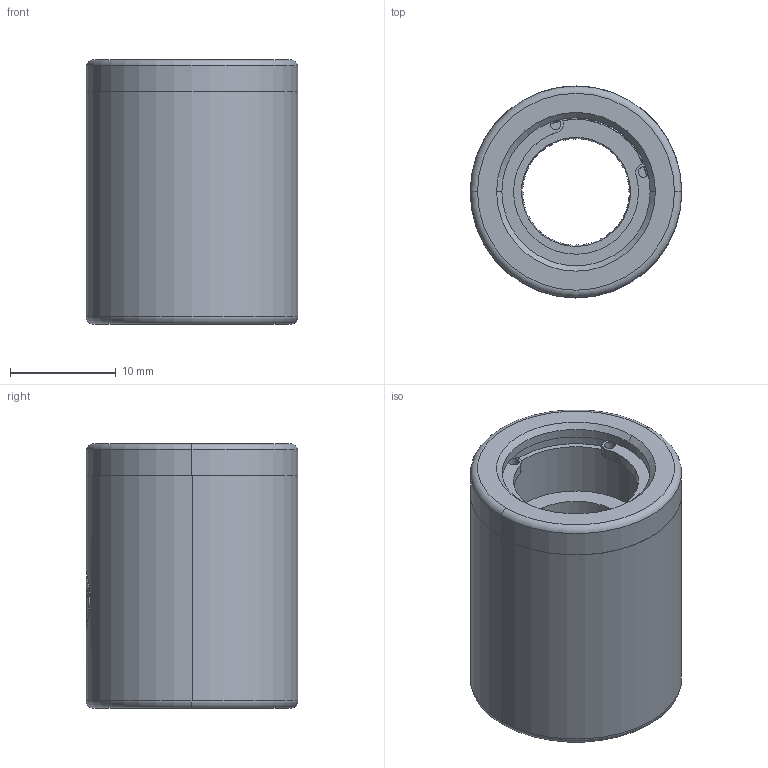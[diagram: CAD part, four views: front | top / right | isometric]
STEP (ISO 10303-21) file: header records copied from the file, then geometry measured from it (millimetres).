
FILE_DESCRIPTION (( 'STEP AP214' ), '1' );
FILE_NAME ('GBBL-D20-d10-L25.STEP', '2021-08-06T08:33:33', ( 'User' ), ( 'china' ), 'SwSTEP 2.0', 'SolidWorks 2016', '' );
FILE_SCHEMA (( 'AUTOMOTIVE_DESIGN' ));
Length unit declared in the file: millimetre
Products named in the file (6): BSH紩杶-d10-L15; 紩-D2; GBBL囀縐-D14.8; GBBL-D20-L25; GBBL-D20-d10-L25
Assembly tree (53 placements, depth 3):
  GBBL-D20-d10-L25
    GBBL-D20-L25
    GBBL囀縐-D14.8  x2
    BSH紩杶-d10-L15
      BSH紩杶-d10-L15
      紩-D2  x48
Bounding box: 20 x 20 x 25 mm (x, y, z)
Volume: 4903.9 mm3; surface area: 5638.9 mm2
Topology: 52 solids, 52 shells, 277 faces, 1090 edges, 724 vertices
Faces by surface type: sphere 192, cylinder 56, plane 21, cone 4, torus 4
Entity records: 8835 total; most frequent: CARTESIAN_POINT 3996, ORIENTED_EDGE 954, DIRECTION 871, EDGE_CURVE 477, AXIS2_PLACEMENT_3D 401, VERTEX_POINT 316, EDGE_LOOP 271, B_SPLINE_CURVE_WITH_KNOTS 228
